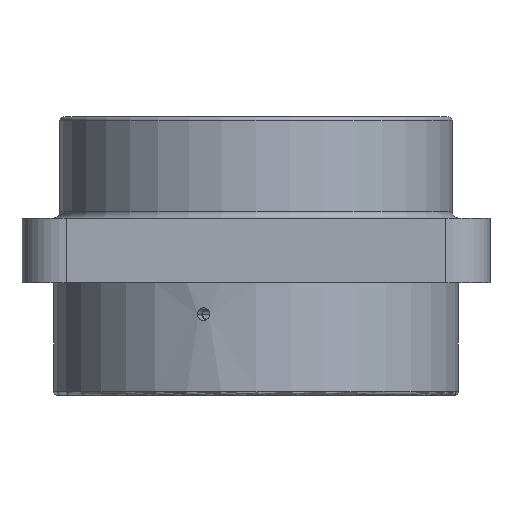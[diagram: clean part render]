
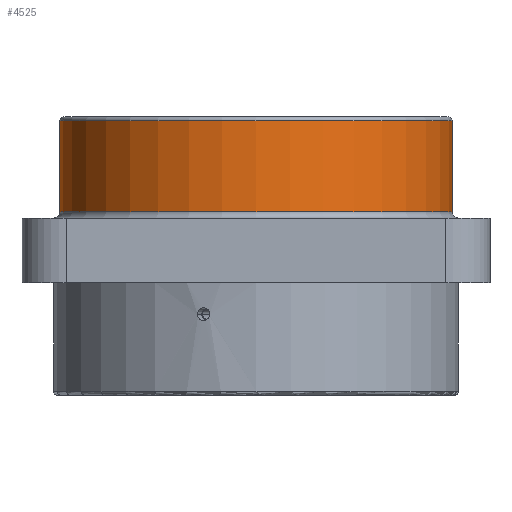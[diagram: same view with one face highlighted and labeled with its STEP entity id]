
A CAD part, front view. The second image highlights one B-rep face of the part: STEP entity #4525.
In plain terms, the highlighted cylindrical face has radius 155 mm (diameter 310 mm), a partial arc.
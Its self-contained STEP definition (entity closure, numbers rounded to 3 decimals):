
#576 = CARTESIAN_POINT ( 'NONE',  ( 155., 0., -3. ) ) ;
#894 = AXIS2_PLACEMENT_3D ( 'NONE', #6077, #4701, #1174 ) ;
#922 = VERTEX_POINT ( 'NONE', #1333 ) ;
#1174 = DIRECTION ( 'NONE',  ( 1., 0., 0. ) ) ;
#1284 = VECTOR ( 'NONE', #4315, 1000. ) ;
#1333 = CARTESIAN_POINT ( 'NONE',  ( -155., 0., -3. ) ) ;
#1420 = CARTESIAN_POINT ( 'NONE',  ( -155., 0., -80. ) ) ;
#1914 = CIRCLE ( 'NONE', #3439, 155. ) ;
#2019 = ORIENTED_EDGE ( 'NONE', *, *, #4532, .T. ) ;
#2212 = CARTESIAN_POINT ( 'NONE',  ( -155., 0., -75. ) ) ;
#2365 = EDGE_LOOP ( 'NONE', ( #5594, #5903, #2019, #5352 ) ) ;
#2421 = CARTESIAN_POINT ( 'NONE',  ( 155., 0., -80. ) ) ;
#2739 = CYLINDRICAL_SURFACE ( 'NONE', #894, 155. ) ;
#2959 = DIRECTION ( 'NONE',  ( 0., 0., -1. ) ) ;
#3439 = AXIS2_PLACEMENT_3D ( 'NONE', #6200, #5723, #5757 ) ;
#3957 = CARTESIAN_POINT ( 'NONE',  ( 0., 0., -3. ) ) ;
#4315 = DIRECTION ( 'NONE',  ( 0., 0., 1. ) ) ;
#4525 = ADVANCED_FACE ( 'NONE', ( #5568 ), #2739, .T. ) ;
#4532 = EDGE_CURVE ( 'NONE', #5276, #5887, #5094, .T. ) ;
#4604 = EDGE_CURVE ( 'NONE', #6247, #5276, #1914, .T. ) ;
#4701 = DIRECTION ( 'NONE',  ( 0., 0., 1. ) ) ;
#4719 = EDGE_CURVE ( 'NONE', #5887, #922, #5799, .T. ) ;
#4984 = VECTOR ( 'NONE', #6231, 1000. ) ;
#5006 = CARTESIAN_POINT ( 'NONE',  ( 155., 0., -75. ) ) ;
#5022 = DIRECTION ( 'NONE',  ( 1., 0., 0. ) ) ;
#5094 = LINE ( 'NONE', #2421, #4984 ) ;
#5276 = VERTEX_POINT ( 'NONE', #5006 ) ;
#5296 = AXIS2_PLACEMENT_3D ( 'NONE', #3957, #2959, #5022 ) ;
#5352 = ORIENTED_EDGE ( 'NONE', *, *, #4719, .T. ) ;
#5568 = FACE_OUTER_BOUND ( 'NONE', #2365, .T. ) ;
#5594 = ORIENTED_EDGE ( 'NONE', *, *, #6082, .F. ) ;
#5723 = DIRECTION ( 'NONE',  ( 0., 0., 1. ) ) ;
#5757 = DIRECTION ( 'NONE',  ( -1., 0., 0. ) ) ;
#5799 = CIRCLE ( 'NONE', #5296, 155. ) ;
#5887 = VERTEX_POINT ( 'NONE', #576 ) ;
#5903 = ORIENTED_EDGE ( 'NONE', *, *, #4604, .T. ) ;
#6077 = CARTESIAN_POINT ( 'NONE',  ( 0., 0., -80. ) ) ;
#6082 = EDGE_CURVE ( 'NONE', #6247, #922, #6254, .T. ) ;
#6200 = CARTESIAN_POINT ( 'NONE',  ( 0., 0., -75. ) ) ;
#6231 = DIRECTION ( 'NONE',  ( 0., 0., 1. ) ) ;
#6247 = VERTEX_POINT ( 'NONE', #2212 ) ;
#6254 = LINE ( 'NONE', #1420, #1284 ) ;
